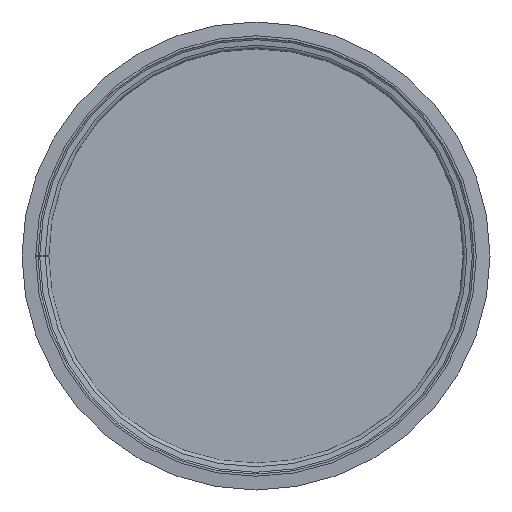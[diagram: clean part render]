
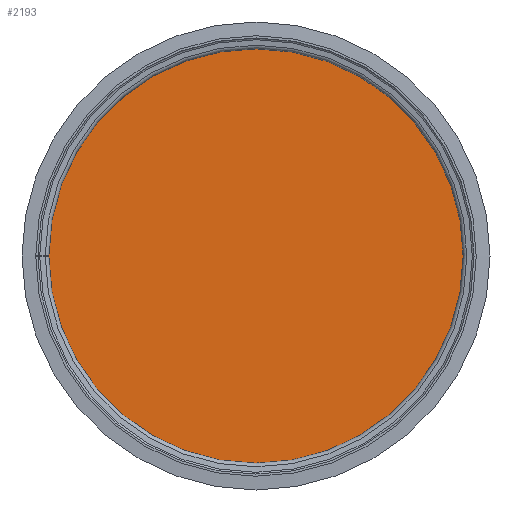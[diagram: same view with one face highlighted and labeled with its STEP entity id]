
A CAD part, front view. The second image highlights one B-rep face of the part: STEP entity #2193.
In plain terms, the highlighted face is planar.
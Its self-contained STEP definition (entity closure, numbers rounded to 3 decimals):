
#230=FACE_OUTER_BOUND('',#382,.T.);
#382=EDGE_LOOP('',(#1692));
#558=CIRCLE('',#2439,100.1);
#990=VERTEX_POINT('',#3654);
#1234=EDGE_CURVE('',#990,#990,#558,.T.);
#1692=ORIENTED_EDGE('',*,*,#1234,.T.);
#1958=PLANE('',#2441);
#2193=ADVANCED_FACE('',(#230),#1958,.T.);
#2439=AXIS2_PLACEMENT_3D('',#3655,#2999,#3000);
#2441=AXIS2_PLACEMENT_3D('',#3657,#3003,#3004);
#2999=DIRECTION('center_axis',(0.,0.,-1.));
#3000=DIRECTION('ref_axis',(-1.,0.,0.));
#3003=DIRECTION('center_axis',(0.,0.,-1.));
#3004=DIRECTION('ref_axis',(-1.,0.,0.));
#3654=CARTESIAN_POINT('',(100.1,0.,0.));
#3655=CARTESIAN_POINT('Origin',(0.,0.,0.));
#3657=CARTESIAN_POINT('Origin',(0.,0.,0.));
